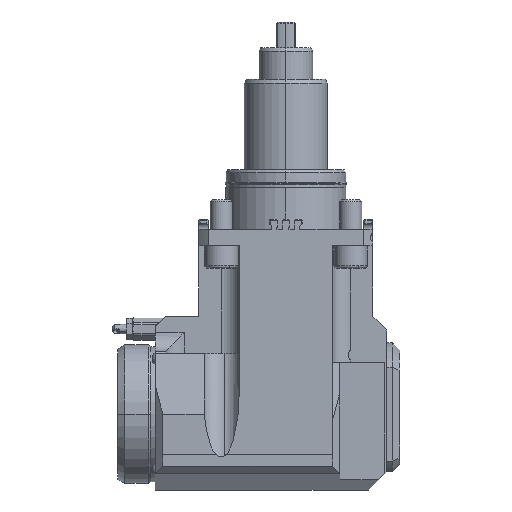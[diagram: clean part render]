
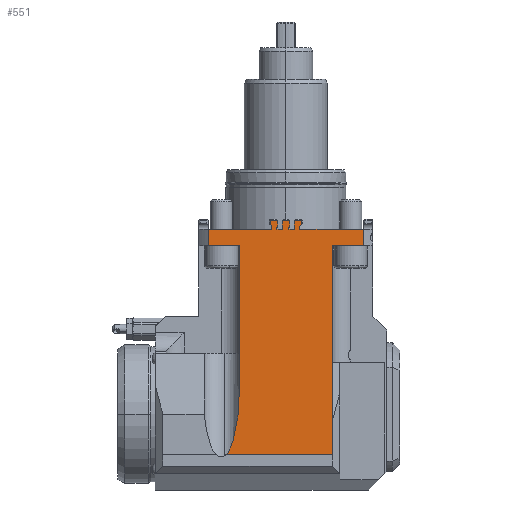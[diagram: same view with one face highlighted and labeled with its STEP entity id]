
A CAD part, front view. The second image highlights one B-rep face of the part: STEP entity #551.
In plain terms, the highlighted planar face has unit normal (0, -1, 0).
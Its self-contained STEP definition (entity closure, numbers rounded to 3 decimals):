
#267=CARTESIAN_POINT('',(41.952,-47.,-9.));
#268=VERTEX_POINT('',#267);
#276=CARTESIAN_POINT('',(25.,-47.,-9.));
#277=VERTEX_POINT('',#276);
#278=CARTESIAN_POINT('',(25.,-47.,-9.));
#279=DIRECTION('',(1.,0.,-0.));
#280=VECTOR('',#279,16.952);
#281=LINE('',#278,#280);
#282=EDGE_CURVE('',#277,#268,#281,.T.);
#322=CARTESIAN_POINT('',(0.,-47.,-3.75));
#323=DIRECTION('',(-0.,-1.,0.));
#324=DIRECTION('',(-0.,-0.,-1.));
#325=AXIS2_PLACEMENT_3D('',#322,#323,#324);
#326=PLANE('',#325);
#327=CARTESIAN_POINT('',(7.546,-47.,0.));
#328=VERTEX_POINT('',#327);
#329=CARTESIAN_POINT('',(8.305,-47.,2.444));
#330=VERTEX_POINT('',#329);
#331=CARTESIAN_POINT('',(10.25,-47.,0.5));
#332=DIRECTION('',(0.,1.,-0.));
#333=DIRECTION('',(0.,0.,1.));
#334=AXIS2_PLACEMENT_3D('',#331,#332,#333);
#335=CIRCLE('',#334,2.75);
#336=EDGE_CURVE('',#328,#330,#335,.T.);
#337=ORIENTED_EDGE('',*,*,#336,.T.);
#338=CARTESIAN_POINT('',(8.305,-47.,4.8));
#339=VERTEX_POINT('',#338);
#340=CARTESIAN_POINT('',(8.305,-47.,4.8));
#341=DIRECTION('',(-0.,0.,-1.));
#342=VECTOR('',#341,2.356);
#343=LINE('',#340,#342);
#344=EDGE_CURVE('',#339,#330,#343,.T.);
#345=ORIENTED_EDGE('',*,*,#344,.F.);
#346=CARTESIAN_POINT('',(4.5,-47.,4.8));
#347=VERTEX_POINT('',#346);
#348=CARTESIAN_POINT('',(4.5,-47.,4.8));
#349=DIRECTION('',(1.,0.,-0.));
#350=VECTOR('',#349,3.805);
#351=LINE('',#348,#350);
#352=EDGE_CURVE('',#347,#339,#351,.T.);
#353=ORIENTED_EDGE('',*,*,#352,.F.);
#354=CARTESIAN_POINT('',(4.5,-47.,1.577));
#355=VERTEX_POINT('',#354);
#356=CARTESIAN_POINT('',(4.5,-47.,4.8));
#357=DIRECTION('',(-0.,0.,-1.));
#358=VECTOR('',#357,3.223);
#359=LINE('',#356,#358);
#360=EDGE_CURVE('',#347,#355,#359,.T.);
#361=ORIENTED_EDGE('',*,*,#360,.T.);
#362=CARTESIAN_POINT('',(4.822,-47.,0.));
#363=VERTEX_POINT('',#362);
#364=CARTESIAN_POINT('',(3.25,-47.,0.5));
#365=DIRECTION('',(0.,1.,-0.));
#366=DIRECTION('',(0.,0.,1.));
#367=AXIS2_PLACEMENT_3D('',#364,#365,#366);
#368=CIRCLE('',#367,1.65);
#369=EDGE_CURVE('',#355,#363,#368,.T.);
#370=ORIENTED_EDGE('',*,*,#369,.T.);
#371=CARTESIAN_POINT('',(1.678,-47.,0.));
#372=VERTEX_POINT('',#371);
#373=CARTESIAN_POINT('',(1.678,-47.,0.));
#374=DIRECTION('',(1.,0.,-0.));
#375=VECTOR('',#374,3.145);
#376=LINE('',#373,#375);
#377=EDGE_CURVE('',#372,#363,#376,.T.);
#378=ORIENTED_EDGE('',*,*,#377,.F.);
#379=CARTESIAN_POINT('',(2.,-47.,1.577));
#380=VERTEX_POINT('',#379);
#381=CARTESIAN_POINT('',(3.25,-47.,0.5));
#382=DIRECTION('',(0.,1.,-0.));
#383=DIRECTION('',(0.,0.,1.));
#384=AXIS2_PLACEMENT_3D('',#381,#382,#383);
#385=CIRCLE('',#384,1.65);
#386=EDGE_CURVE('',#372,#380,#385,.T.);
#387=ORIENTED_EDGE('',*,*,#386,.T.);
#388=CARTESIAN_POINT('',(2.,-47.,4.8));
#389=VERTEX_POINT('',#388);
#390=CARTESIAN_POINT('',(2.,-47.,1.577));
#391=DIRECTION('',(0.,0.,1.));
#392=VECTOR('',#391,3.223);
#393=LINE('',#390,#392);
#394=EDGE_CURVE('',#380,#389,#393,.T.);
#395=ORIENTED_EDGE('',*,*,#394,.T.);
#396=CARTESIAN_POINT('',(-2.,-47.,4.8));
#397=VERTEX_POINT('',#396);
#398=CARTESIAN_POINT('',(-2.,-47.,4.8));
#399=DIRECTION('',(1.,0.,-0.));
#400=VECTOR('',#399,4.);
#401=LINE('',#398,#400);
#402=EDGE_CURVE('',#397,#389,#401,.T.);
#403=ORIENTED_EDGE('',*,*,#402,.F.);
#404=CARTESIAN_POINT('',(-2.,-47.,1.577));
#405=VERTEX_POINT('',#404);
#406=CARTESIAN_POINT('',(-2.,-47.,4.8));
#407=DIRECTION('',(-0.,0.,-1.));
#408=VECTOR('',#407,3.223);
#409=LINE('',#406,#408);
#410=EDGE_CURVE('',#397,#405,#409,.T.);
#411=ORIENTED_EDGE('',*,*,#410,.T.);
#412=CARTESIAN_POINT('',(-1.678,-47.,0.));
#413=VERTEX_POINT('',#412);
#414=CARTESIAN_POINT('',(-3.25,-47.,0.5));
#415=DIRECTION('',(0.,1.,-0.));
#416=DIRECTION('',(0.,0.,1.));
#417=AXIS2_PLACEMENT_3D('',#414,#415,#416);
#418=CIRCLE('',#417,1.65);
#419=EDGE_CURVE('',#405,#413,#418,.T.);
#420=ORIENTED_EDGE('',*,*,#419,.T.);
#421=CARTESIAN_POINT('',(-4.822,-47.,0.));
#422=VERTEX_POINT('',#421);
#423=CARTESIAN_POINT('',(-4.822,-47.,0.));
#424=DIRECTION('',(1.,0.,-0.));
#425=VECTOR('',#424,3.145);
#426=LINE('',#423,#425);
#427=EDGE_CURVE('',#422,#413,#426,.T.);
#428=ORIENTED_EDGE('',*,*,#427,.F.);
#429=CARTESIAN_POINT('',(-4.5,-47.,1.577));
#430=VERTEX_POINT('',#429);
#431=CARTESIAN_POINT('',(-3.25,-47.,0.5));
#432=DIRECTION('',(0.,1.,-0.));
#433=DIRECTION('',(0.,0.,1.));
#434=AXIS2_PLACEMENT_3D('',#431,#432,#433);
#435=CIRCLE('',#434,1.65);
#436=EDGE_CURVE('',#422,#430,#435,.T.);
#437=ORIENTED_EDGE('',*,*,#436,.T.);
#438=CARTESIAN_POINT('',(-4.5,-47.,4.8));
#439=VERTEX_POINT('',#438);
#440=CARTESIAN_POINT('',(-4.5,-47.,1.577));
#441=DIRECTION('',(0.,0.,1.));
#442=VECTOR('',#441,3.223);
#443=LINE('',#440,#442);
#444=EDGE_CURVE('',#430,#439,#443,.T.);
#445=ORIENTED_EDGE('',*,*,#444,.T.);
#446=CARTESIAN_POINT('',(-8.305,-47.,4.8));
#447=VERTEX_POINT('',#446);
#448=CARTESIAN_POINT('',(-8.305,-47.,4.8));
#449=DIRECTION('',(1.,0.,-0.));
#450=VECTOR('',#449,3.805);
#451=LINE('',#448,#450);
#452=EDGE_CURVE('',#447,#439,#451,.T.);
#453=ORIENTED_EDGE('',*,*,#452,.F.);
#454=CARTESIAN_POINT('',(-8.305,-47.,2.444));
#455=VERTEX_POINT('',#454);
#456=CARTESIAN_POINT('',(-8.305,-47.,2.444));
#457=DIRECTION('',(0.,0.,1.));
#458=VECTOR('',#457,2.356);
#459=LINE('',#456,#458);
#460=EDGE_CURVE('',#455,#447,#459,.T.);
#461=ORIENTED_EDGE('',*,*,#460,.F.);
#462=CARTESIAN_POINT('',(-7.546,-47.,0.));
#463=VERTEX_POINT('',#462);
#464=CARTESIAN_POINT('',(-10.25,-47.,0.5));
#465=DIRECTION('',(0.,1.,-0.));
#466=DIRECTION('',(0.,0.,1.));
#467=AXIS2_PLACEMENT_3D('',#464,#465,#466);
#468=CIRCLE('',#467,2.75);
#469=EDGE_CURVE('',#455,#463,#468,.T.);
#470=ORIENTED_EDGE('',*,*,#469,.T.);
#471=CARTESIAN_POINT('',(-41.952,-47.,0.));
#472=VERTEX_POINT('',#471);
#473=CARTESIAN_POINT('',(-41.952,-47.,0.));
#474=DIRECTION('',(1.,-0.,-0.));
#475=VECTOR('',#474,34.407);
#476=LINE('',#473,#475);
#477=EDGE_CURVE('',#472,#463,#476,.T.);
#478=ORIENTED_EDGE('',*,*,#477,.F.);
#479=CARTESIAN_POINT('',(-41.952,-47.,-9.));
#480=VERTEX_POINT('',#479);
#481=CARTESIAN_POINT('',(-41.952,-47.,0.));
#482=DIRECTION('',(0.,0.,-1.));
#483=VECTOR('',#482,9.);
#484=LINE('',#481,#483);
#485=EDGE_CURVE('',#472,#480,#484,.T.);
#486=ORIENTED_EDGE('',*,*,#485,.T.);
#487=CARTESIAN_POINT('',(-25.,-47.,-9.));
#488=VERTEX_POINT('',#487);
#489=CARTESIAN_POINT('',(-41.952,-47.,-9.));
#490=DIRECTION('',(1.,0.,-0.));
#491=VECTOR('',#490,16.952);
#492=LINE('',#489,#491);
#493=EDGE_CURVE('',#480,#488,#492,.T.);
#494=ORIENTED_EDGE('',*,*,#493,.T.);
#495=CARTESIAN_POINT('',(-25.,-47.,-84.87));
#496=VERTEX_POINT('',#495);
#497=CARTESIAN_POINT('',(-25.,-47.,-9.));
#498=DIRECTION('',(0.,-0.,-1.));
#499=VECTOR('',#498,75.87);
#500=LINE('',#497,#499);
#501=EDGE_CURVE('',#488,#496,#500,.T.);
#502=ORIENTED_EDGE('',*,*,#501,.T.);
#503=CARTESIAN_POINT('',(-32.234,-47.,-122.));
#504=VERTEX_POINT('',#503);
#505=CARTESIAN_POINT('',(-35.,-47.,-84.87));
#506=DIRECTION('',(-0.,1.,-0.));
#507=DIRECTION('',(0.,0.,1.));
#508=AXIS2_PLACEMENT_3D('',#505,#506,#507);
#509=ELLIPSE('',#508,38.637,10.);
#510=EDGE_CURVE('',#496,#504,#509,.T.);
#511=ORIENTED_EDGE('',*,*,#510,.T.);
#512=CARTESIAN_POINT('',(25.,-47.,-122.));
#513=VERTEX_POINT('',#512);
#514=CARTESIAN_POINT('',(-32.234,-47.,-122.));
#515=DIRECTION('',(1.,0.,0.));
#516=VECTOR('',#515,57.234);
#517=LINE('',#514,#516);
#518=EDGE_CURVE('',#504,#513,#517,.T.);
#519=ORIENTED_EDGE('',*,*,#518,.T.);
#520=CARTESIAN_POINT('',(25.,-47.,-104.));
#521=VERTEX_POINT('',#520);
#522=CARTESIAN_POINT('',(25.,-47.,-104.));
#523=DIRECTION('',(0.,0.,-1.));
#524=VECTOR('',#523,18.);
#525=LINE('',#522,#524);
#526=EDGE_CURVE('',#521,#513,#525,.T.);
#527=ORIENTED_EDGE('',*,*,#526,.F.);
#528=CARTESIAN_POINT('',(25.,-47.,-104.));
#529=DIRECTION('',(-0.,-0.,1.));
#530=VECTOR('',#529,95.);
#531=LINE('',#528,#530);
#532=EDGE_CURVE('',#521,#277,#531,.T.);
#533=ORIENTED_EDGE('',*,*,#532,.T.);
#534=ORIENTED_EDGE('',*,*,#282,.T.);
#535=CARTESIAN_POINT('',(41.952,-47.,-0.));
#536=VERTEX_POINT('',#535);
#537=CARTESIAN_POINT('',(41.952,-47.,-9.));
#538=DIRECTION('',(0.,0.,1.));
#539=VECTOR('',#538,9.);
#540=LINE('',#537,#539);
#541=EDGE_CURVE('',#268,#536,#540,.T.);
#542=ORIENTED_EDGE('',*,*,#541,.T.);
#543=CARTESIAN_POINT('',(7.546,-47.,0.));
#544=DIRECTION('',(1.,0.,-0.));
#545=VECTOR('',#544,34.407);
#546=LINE('',#543,#545);
#547=EDGE_CURVE('',#328,#536,#546,.T.);
#548=ORIENTED_EDGE('',*,*,#547,.F.);
#549=EDGE_LOOP('',(#337,#345,#353,#361,#370,#378,#387,#395,#403,#411,#420,#428,#437,#445,#453,#461,#470,#478,#486,#494,#502,#511,#519,#527,#533,#534,
#542,#548));
#550=FACE_BOUND('',#549,.T.);
#551=ADVANCED_FACE('',(#550),#326,.T.);
